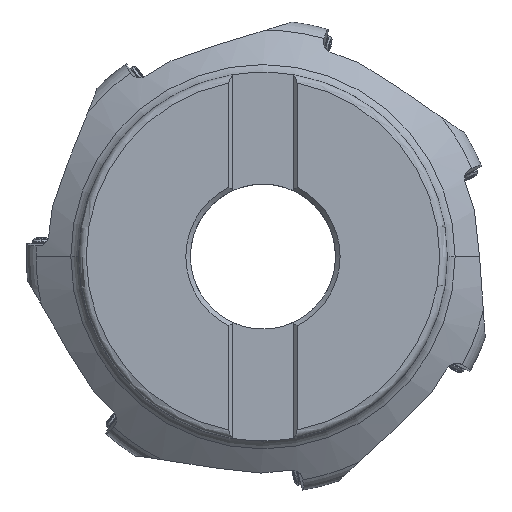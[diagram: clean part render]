
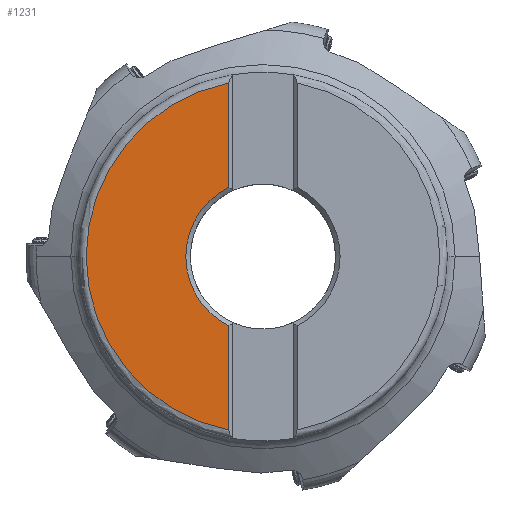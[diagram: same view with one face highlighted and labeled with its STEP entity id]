
A CAD part, top view. The second image highlights one B-rep face of the part: STEP entity #1231.
In plain terms, the highlighted planar face has unit normal (0, 0, 1).
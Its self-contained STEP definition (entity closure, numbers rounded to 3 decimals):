
#578=PLANE('',#20621);
#1231=ADVANCED_FACE('',(#2633),#578,.T.);
#2633=FACE_OUTER_BOUND('',#3598,.T.);
#3598=EDGE_LOOP('',(#10394,#10395,#10396,#10397,#10398,#10399));
#4143=LINE('',#29881,#4988);
#4144=LINE('',#29973,#4989);
#4988=VECTOR('',#22314,1.);
#4989=VECTOR('',#22325,1.);
#10394=ORIENTED_EDGE('',*,*,#15201,.F.);
#10395=ORIENTED_EDGE('',*,*,#15200,.F.);
#10396=ORIENTED_EDGE('',*,*,#15189,.T.);
#10397=ORIENTED_EDGE('',*,*,#15193,.F.);
#10398=ORIENTED_EDGE('',*,*,#15192,.F.);
#10399=ORIENTED_EDGE('',*,*,#15197,.T.);
#13023=VERTEX_POINT('',#29882);
#13024=VERTEX_POINT('',#29883);
#13025=VERTEX_POINT('',#29924);
#13026=VERTEX_POINT('',#29925);
#13029=VERTEX_POINT('',#29974);
#13031=VERTEX_POINT('',#29985);
#15189=EDGE_CURVE('',#13023,#13024,#4143,.T.);
#15192=EDGE_CURVE('',#13025,#13026,#17892,.T.);
#15193=EDGE_CURVE('',#13026,#13024,#17893,.T.);
#15197=EDGE_CURVE('',#13025,#13029,#4144,.T.);
#15200=EDGE_CURVE('',#13023,#13031,#17895,.T.);
#15201=EDGE_CURVE('',#13031,#13029,#17896,.T.);
#17892=CIRCLE('',#19538,46.385);
#17893=CIRCLE('',#19539,46.385);
#17895=CIRCLE('',#19543,20.25);
#17896=CIRCLE('',#19544,20.25);
#19538=AXIS2_PLACEMENT_3D('',#29923,#22317,#22318);
#19539=AXIS2_PLACEMENT_3D('',#29926,#22319,#22320);
#19543=AXIS2_PLACEMENT_3D('',#29984,#22329,#22330);
#19544=AXIS2_PLACEMENT_3D('',#29986,#22331,#22332);
#20621=AXIS2_PLACEMENT_3D('',#37528,#24894,#24895);
#22314=DIRECTION('',(0.,1.,0.));
#22317=DIRECTION('',(0.,0.,-1.));
#22318=DIRECTION('',(-0.193,-0.981,0.));
#22319=DIRECTION('',(0.,0.,-1.));
#22320=DIRECTION('',(-1.,0.,0.));
#22325=DIRECTION('',(0.,1.,0.));
#22329=DIRECTION('',(0.,0.,1.));
#22330=DIRECTION('',(-0.441,0.897,0.));
#22331=DIRECTION('',(0.,0.,1.));
#22332=DIRECTION('',(-1.,0.,0.));
#24894=DIRECTION('',(0.,0.,1.));
#24895=DIRECTION('',(1.,0.,0.));
#29881=CARTESIAN_POINT('',(-8.938,18.171,0.));
#29882=CARTESIAN_POINT('',(-8.938,18.171,0.));
#29883=CARTESIAN_POINT('',(-8.937,45.516,0.));
#29923=CARTESIAN_POINT('',(0.,0.,0.));
#29924=CARTESIAN_POINT('',(-8.938,-45.516,0.));
#29925=CARTESIAN_POINT('',(-46.385,0.021,0.));
#29926=CARTESIAN_POINT('',(0.,0.,0.));
#29973=CARTESIAN_POINT('',(-8.938,-45.516,0.));
#29974=CARTESIAN_POINT('',(-8.938,-18.171,0.));
#29984=CARTESIAN_POINT('',(0.,0.,0.));
#29985=CARTESIAN_POINT('',(-20.25,0.,0.));
#29986=CARTESIAN_POINT('',(0.,0.,0.));
#37528=CARTESIAN_POINT('',(-27.661,0.,0.));
